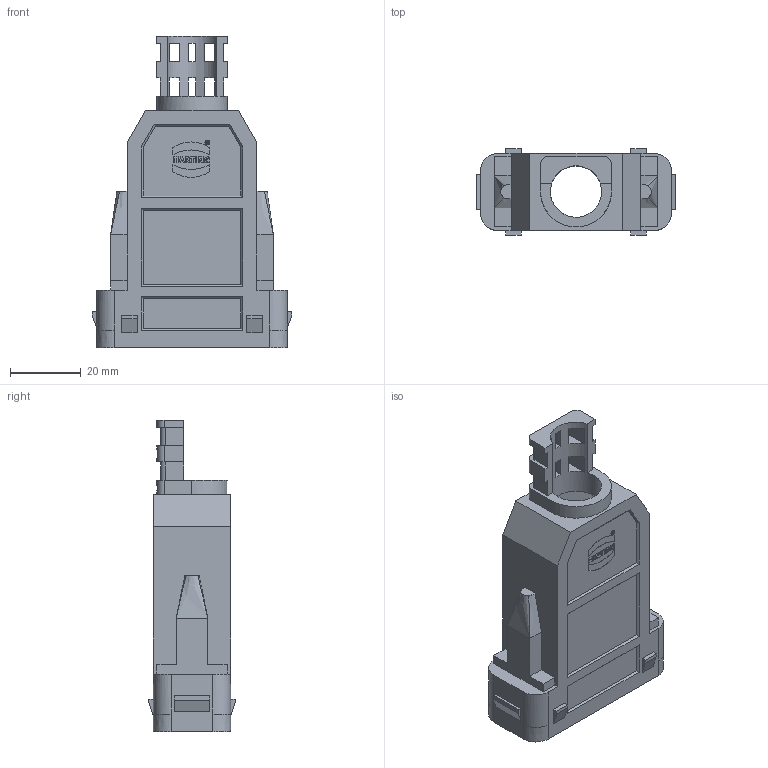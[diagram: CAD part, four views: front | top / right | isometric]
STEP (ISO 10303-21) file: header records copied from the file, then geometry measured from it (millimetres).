
FILE_DESCRIPTION(/* description */ (''),/* implementation_level */ '2;1');
FILE_NAME(/* name */ '100211700ugm000_b.stp',/* time_stamp */ '2019-12-02T09:32:37+01:00',/* author */ (''),/* organization */ (''),/* preprocessor_version */ 'ST-DEVELOPER v16.7',/* originating_system */ 'SIEMENS PLM Software NX 12.0',/* authorisation */ '');
FILE_SCHEMA (('AUTOMOTIVE_DESIGN { 1 0 10303 214 3 1 1 1 }'));
Length unit declared in the file: millimetre
Products named in the file (1): 100211700ugm000_b
Bounding box: 56.3 x 24.4 x 88.1 mm (x, y, z)
Volume: 24678.7 mm3; surface area: 20895.9 mm2
Topology: 1 solids, 1 shells, 424 faces, 1255 edges, 946 vertices
Faces by surface type: plane 342, cylinder 58, bspline 16, cone 6, extrusion 2
Full cylindrical faces by diameter (mm): 1.139 x1, 1.346 x1, 5.6 x2, 14.5 x1
Entity records: 17970 total; most frequent: CARTESIAN_POINT 3560, ORIENTED_EDGE 2300, DIRECTION 2151, EDGE_CURVE 1150, VECTOR 1003, LINE 1001, VERTEX_POINT 766, AXIS2_PLACEMENT_3D 574
